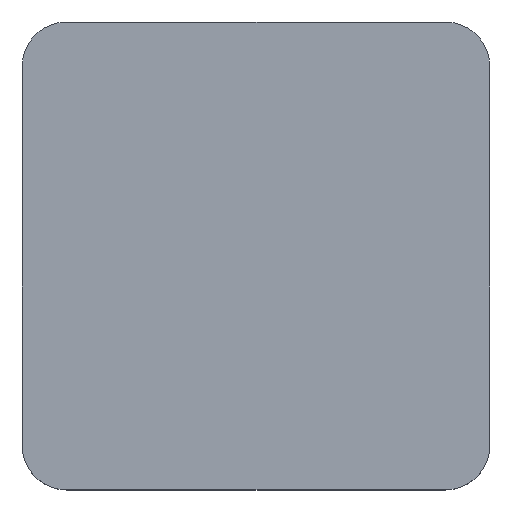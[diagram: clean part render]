
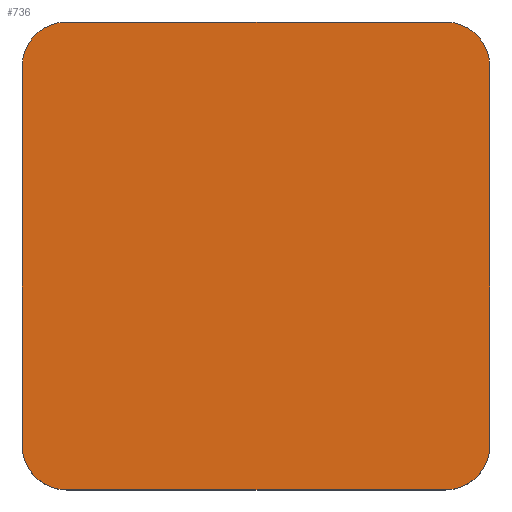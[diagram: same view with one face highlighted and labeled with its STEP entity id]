
A CAD part, top view. The second image highlights one B-rep face of the part: STEP entity #736.
In plain terms, the highlighted planar face has unit normal (0, 0, 1).
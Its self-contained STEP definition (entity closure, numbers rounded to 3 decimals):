
#28=PLANE('',#801);
#67=FACE_OUTER_BOUND('',#112,.T.);
#112=EDGE_LOOP('',(#571,#572,#573,#574,#575,#576,#577,#578));
#170=LINE('',#1118,#260);
#173=LINE('',#1128,#263);
#174=LINE('',#1130,#264);
#175=LINE('',#1133,#265);
#260=VECTOR('',#905,10.);
#263=VECTOR('',#916,10.);
#264=VECTOR('',#917,10.);
#265=VECTOR('',#920,10.);
#329=CIRCLE('',#797,3.45);
#330=CIRCLE('',#800,3.45);
#331=CIRCLE('',#802,3.45);
#332=CIRCLE('',#803,3.45);
#363=VERTEX_POINT('',#1111);
#364=VERTEX_POINT('',#1113);
#365=VERTEX_POINT('',#1117);
#366=VERTEX_POINT('',#1121);
#367=VERTEX_POINT('',#1125);
#368=VERTEX_POINT('',#1126);
#369=VERTEX_POINT('',#1129);
#370=VERTEX_POINT('',#1131);
#438=EDGE_CURVE('',#364,#363,#329,.T.);
#440=EDGE_CURVE('',#365,#364,#170,.T.);
#442=EDGE_CURVE('',#366,#365,#330,.T.);
#444=EDGE_CURVE('',#367,#368,#331,.T.);
#445=EDGE_CURVE('',#368,#366,#173,.T.);
#446=EDGE_CURVE('',#363,#369,#174,.T.);
#447=EDGE_CURVE('',#369,#370,#332,.T.);
#448=EDGE_CURVE('',#370,#367,#175,.T.);
#571=ORIENTED_EDGE('',*,*,#444,.T.);
#572=ORIENTED_EDGE('',*,*,#445,.T.);
#573=ORIENTED_EDGE('',*,*,#442,.T.);
#574=ORIENTED_EDGE('',*,*,#440,.T.);
#575=ORIENTED_EDGE('',*,*,#438,.T.);
#576=ORIENTED_EDGE('',*,*,#446,.T.);
#577=ORIENTED_EDGE('',*,*,#447,.T.);
#578=ORIENTED_EDGE('',*,*,#448,.T.);
#736=ADVANCED_FACE('',(#67),#28,.T.);
#797=AXIS2_PLACEMENT_3D('',#1114,#900,#901);
#800=AXIS2_PLACEMENT_3D('',#1122,#909,#910);
#801=AXIS2_PLACEMENT_3D('',#1124,#912,#913);
#802=AXIS2_PLACEMENT_3D('',#1127,#914,#915);
#803=AXIS2_PLACEMENT_3D('',#1132,#918,#919);
#900=DIRECTION('center_axis',(0.,0.,1.));
#901=DIRECTION('ref_axis',(0.,1.,0.));
#905=DIRECTION('',(-1.,0.,0.));
#909=DIRECTION('center_axis',(0.,0.,1.));
#910=DIRECTION('ref_axis',(1.,0.,0.));
#912=DIRECTION('center_axis',(0.,0.,1.));
#913=DIRECTION('ref_axis',(-1.,0.,0.));
#914=DIRECTION('center_axis',(0.,0.,1.));
#915=DIRECTION('ref_axis',(0.,-1.,0.));
#916=DIRECTION('',(0.,1.,0.));
#917=DIRECTION('',(0.,-1.,0.));
#918=DIRECTION('center_axis',(0.,0.,1.));
#919=DIRECTION('ref_axis',(-1.,0.,0.));
#920=DIRECTION('',(1.,0.,0.));
#1111=CARTESIAN_POINT('',(-2.,30.55,9.859));
#1113=CARTESIAN_POINT('',(1.45,34.,9.859));
#1114=CARTESIAN_POINT('Origin',(1.45,30.55,9.859));
#1117=CARTESIAN_POINT('',(30.75,34.,9.859));
#1118=CARTESIAN_POINT('',(-2.,34.,9.859));
#1121=CARTESIAN_POINT('',(34.2,30.55,9.859));
#1122=CARTESIAN_POINT('Origin',(30.75,30.55,9.859));
#1124=CARTESIAN_POINT('Origin',(16.1,15.9,9.859));
#1125=CARTESIAN_POINT('',(30.75,-2.2,9.859));
#1126=CARTESIAN_POINT('',(34.2,1.25,9.859));
#1127=CARTESIAN_POINT('Origin',(30.75,1.25,9.859));
#1128=CARTESIAN_POINT('',(34.2,34.,9.859));
#1129=CARTESIAN_POINT('',(-2.,1.25,9.859));
#1130=CARTESIAN_POINT('',(-2.,-2.2,9.859));
#1131=CARTESIAN_POINT('',(1.45,-2.2,9.859));
#1132=CARTESIAN_POINT('Origin',(1.45,1.25,9.859));
#1133=CARTESIAN_POINT('',(34.2,-2.2,9.859));
